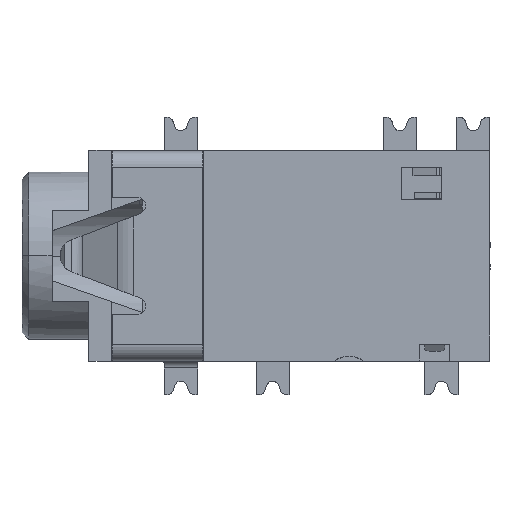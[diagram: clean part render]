
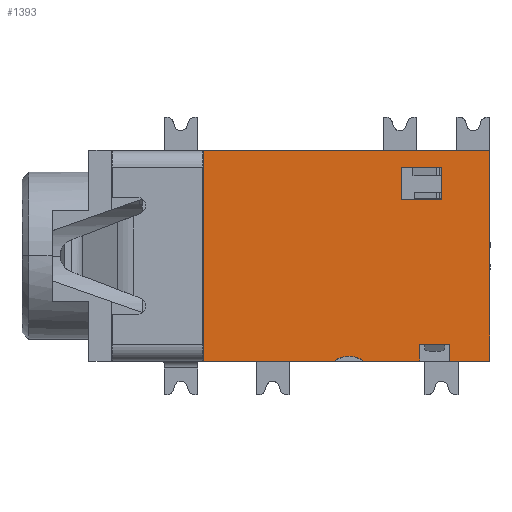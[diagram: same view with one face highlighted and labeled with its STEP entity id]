
A CAD part, top view. The second image highlights one B-rep face of the part: STEP entity #1393.
In plain terms, the highlighted planar face has unit normal (0, 0, 1).
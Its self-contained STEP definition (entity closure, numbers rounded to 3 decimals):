
#1393=ADVANCED_FACE('NONE',(#2823,#2824),#2825,.T.);
#2823=FACE_OUTER_BOUND('',#4469,.T.);
#2824=FACE_BOUND('',#4470,.T.);
#2825=PLANE('',#4471);
#4469=EDGE_LOOP('',(#8595,#8596,#8597,#8598,#8599,#8600,#8601,#8602,#8603,#8604,#8605));
#4470=EDGE_LOOP('',(#8606,#8607,#8608,#8609));
#4471=AXIS2_PLACEMENT_3D('',#8610,#8611,#8612);
#8595=ORIENTED_EDGE('',*,*,#10946,.T.);
#8596=ORIENTED_EDGE('',*,*,#10943,.T.);
#8597=ORIENTED_EDGE('',*,*,#9698,.T.);
#8598=ORIENTED_EDGE('',*,*,#10947,.T.);
#8599=ORIENTED_EDGE('',*,*,#10905,.T.);
#8600=ORIENTED_EDGE('',*,*,#10521,.F.);
#8601=ORIENTED_EDGE('',*,*,#10911,.T.);
#8602=ORIENTED_EDGE('',*,*,#10948,.T.);
#8603=ORIENTED_EDGE('',*,*,#10949,.T.);
#8604=ORIENTED_EDGE('',*,*,#10950,.T.);
#8605=ORIENTED_EDGE('',*,*,#10951,.T.);
#8606=ORIENTED_EDGE('',*,*,#10519,.T.);
#8607=ORIENTED_EDGE('',*,*,#10516,.T.);
#8608=ORIENTED_EDGE('',*,*,#10513,.T.);
#8609=ORIENTED_EDGE('',*,*,#10510,.T.);
#8610=CARTESIAN_POINT('',(12.0,-4.506,0.));
#8611=DIRECTION('',(0.,0.,1.0));
#8612=DIRECTION('',(1.0,0.,0.0));
#9698=EDGE_CURVE('NONE',#11722,#11726,#11728,.T.);
#10510=EDGE_CURVE('NONE',#12982,#12980,#12983,.T.);
#10513=EDGE_CURVE('NONE',#12986,#12982,#12987,.T.);
#10516=EDGE_CURVE('NONE',#12990,#12986,#12991,.T.);
#10519=EDGE_CURVE('NONE',#12980,#12990,#12994,.T.);
#10521=EDGE_CURVE('NONE',#12996,#12997,#12998,.T.);
#10905=EDGE_CURVE('NONE',#13548,#12997,#13551,.T.);
#10911=EDGE_CURVE('NONE',#12996,#13557,#13559,.T.);
#10943=EDGE_CURVE('NONE',#13602,#11722,#13603,.T.);
#10946=EDGE_CURVE('NONE',#13606,#13602,#13607,.T.);
#10947=EDGE_CURVE('NONE',#11726,#13548,#13608,.T.);
#10948=EDGE_CURVE('NONE',#13557,#13609,#13610,.T.);
#10949=EDGE_CURVE('NONE',#13609,#13611,#13612,.T.);
#10950=EDGE_CURVE('NONE',#13611,#13613,#13614,.T.);
#10951=EDGE_CURVE('NONE',#13613,#13606,#13615,.T.);
#11722=VERTEX_POINT('',#15037);
#11726=VERTEX_POINT('NONE',#15042);
#11728=CIRCLE('',#15045,0.7);
#12980=VERTEX_POINT('NONE',#17612);
#12982=VERTEX_POINT('NONE',#17615);
#12983=LINE('',#17616,#17617);
#12986=VERTEX_POINT('NONE',#17621);
#12987=LINE('',#17622,#17623);
#12990=VERTEX_POINT('NONE',#17627);
#12991=LINE('',#17628,#17629);
#12994=LINE('',#17633,#17634);
#12996=VERTEX_POINT('NONE',#17636);
#12997=VERTEX_POINT('NONE',#17637);
#12998=LINE('',#17638,#17639);
#13548=VERTEX_POINT('NONE',#18484);
#13551=LINE('',#18489,#18490);
#13557=VERTEX_POINT('NONE',#18498);
#13559=LINE('',#18501,#18502);
#13602=VERTEX_POINT('NONE',#18565);
#13603=CIRCLE('',#18566,0.7);
#13606=VERTEX_POINT('NONE',#18570);
#13607=LINE('',#18571,#18572);
#13608=LINE('',#18573,#18574);
#13609=VERTEX_POINT('NONE',#18575);
#13610=LINE('',#18576,#18577);
#13611=VERTEX_POINT('NONE',#18578);
#13612=LINE('',#18579,#18580);
#13613=VERTEX_POINT('NONE',#18581);
#13614=LINE('',#18582,#18583);
#13615=LINE('',#18584,#18585);
#15037=CARTESIAN_POINT('',(7.781,-6.15,0.));
#15042=CARTESIAN_POINT('',(8.214,-6.3,0.));
#15045=AXIS2_PLACEMENT_3D('',#19379,#19380,#19381);
#17612=CARTESIAN_POINT('',(10.55,-0.5,0.));
#17615=CARTESIAN_POINT('',(9.35,-0.5,0.));
#17616=CARTESIAN_POINT('',(12.0,-0.5,0.));
#17617=VECTOR('',#19939,1000.0);
#17621=CARTESIAN_POINT('',(9.35,-1.47,0.));
#17622=CARTESIAN_POINT('',(9.35,-4.506,0.));
#17623=VECTOR('',#19941,1000.0);
#17627=CARTESIAN_POINT('',(10.55,-1.47,0.));
#17628=CARTESIAN_POINT('',(12.0,-1.47,0.));
#17629=VECTOR('',#19943,1000.0);
#17633=CARTESIAN_POINT('',(10.55,-4.506,0.));
#17634=VECTOR('',#19945,1000.0);
#17636=CARTESIAN_POINT('',(10.8,-5.8,0.));
#17637=CARTESIAN_POINT('',(9.9,-5.8,0.));
#17638=CARTESIAN_POINT('',(0.,-5.8,0.));
#17639=VECTOR('',#19946,1000.0);
#18484=CARTESIAN_POINT('',(9.9,-6.3,0.));
#18489=CARTESIAN_POINT('',(9.9,-6.3,0.));
#18490=VECTOR('',#20280,1000.0);
#18498=CARTESIAN_POINT('',(10.8,-6.3,0.));
#18501=CARTESIAN_POINT('',(10.8,-6.3,0.));
#18502=VECTOR('',#20284,1000.0);
#18565=CARTESIAN_POINT('',(7.348,-6.3,0.));
#18566=AXIS2_PLACEMENT_3D('',#20308,#20309,#20310);
#18570=CARTESIAN_POINT('',(3.43,-6.3,0.));
#18571=CARTESIAN_POINT('',(12.0,-6.3,0.));
#18572=VECTOR('',#20312,1000.0);
#18573=CARTESIAN_POINT('',(12.0,-6.3,0.));
#18574=VECTOR('',#20313,1000.0);
#18575=CARTESIAN_POINT('',(12.0,-6.3,0.));
#18576=CARTESIAN_POINT('',(12.0,-6.3,0.));
#18577=VECTOR('',#20314,1000.0);
#18578=CARTESIAN_POINT('',(12.0,0.,0.));
#18579=CARTESIAN_POINT('',(12.0,-4.506,0.));
#18580=VECTOR('',#20315,1000.0);
#18581=CARTESIAN_POINT('',(3.43,0.,0.));
#18582=CARTESIAN_POINT('',(12.0,0.,0.));
#18583=VECTOR('',#20316,1000.0);
#18584=CARTESIAN_POINT('',(3.43,-4.506,0.));
#18585=VECTOR('',#20317,1000.0);
#19379=CARTESIAN_POINT('',(7.781,-6.85,0.));
#19380=DIRECTION('',(0.,0.,-1.0));
#19381=DIRECTION('',(0.,-1.0,0.));
#19939=DIRECTION('',(1.0,0.,0.));
#19941=DIRECTION('',(-0.0,1.0,0.));
#19943=DIRECTION('',(-1.0,0.,0.));
#19945=DIRECTION('',(0.0,-1.0,0.));
#19946=DIRECTION('',(-1.0,-0.0,-0.0));
#20280=DIRECTION('',(0.0,1.0,0.0));
#20284=DIRECTION('',(-0.0,-1.0,-0.0));
#20308=CARTESIAN_POINT('',(7.781,-6.85,0.));
#20309=DIRECTION('',(0.,0.,-1.0));
#20310=DIRECTION('',(0.,-1.0,0.));
#20312=DIRECTION('',(1.0,0.,0.));
#20313=DIRECTION('',(1.0,0.,0.));
#20314=DIRECTION('',(1.0,0.,0.));
#20315=DIRECTION('',(-0.0,1.0,0.));
#20316=DIRECTION('',(-1.0,0.,0.));
#20317=DIRECTION('',(0.0,-1.0,0.));
